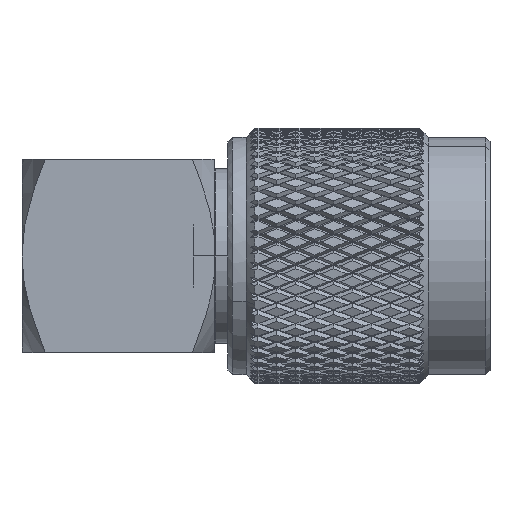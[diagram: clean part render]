
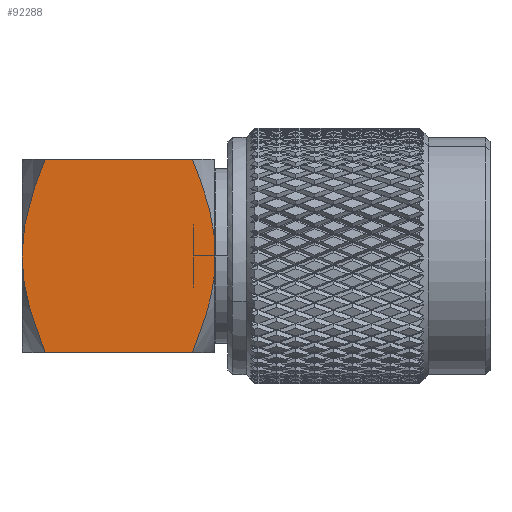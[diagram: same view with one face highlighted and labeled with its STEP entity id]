
A CAD part, left-side view. The second image highlights one B-rep face of the part: STEP entity #92288.
In plain terms, the highlighted face is planar.
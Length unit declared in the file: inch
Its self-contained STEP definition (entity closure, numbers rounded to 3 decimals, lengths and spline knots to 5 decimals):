
#639 = AXIS2_PLACEMENT_3D ( 'NONE', #71933, #107264, #98860 ) ;
#1185 = CARTESIAN_POINT ( 'NONE',  ( -0.21654, 0.21654, 0.03757 ) ) ;
#1396 = FACE_OUTER_BOUND ( 'NONE', #64359, .T. ) ;
#3453 = CARTESIAN_POINT ( 'NONE',  ( 0.20426, 0.21654, 0.10142 ) ) ;
#3898 = CARTESIAN_POINT ( 'NONE',  ( 0.20418, 0.21654, -0.10169 ) ) ;
#4082 = B_SPLINE_CURVE_WITH_KNOTS ( 'NONE', 3,
 ( #99337, #100456, #3898, #64010, #62885, #38011 ),
 .UNSPECIFIED., .F., .F.,
 ( 4, 2, 4 ),
 ( 0.02102, 0.02331, 0.02561 ),
 .UNSPECIFIED. ) ;
#4379 = CARTESIAN_POINT ( 'NONE',  ( 0.16475, 0.21654, 0.21654 ) ) ;
#4476 = EDGE_CURVE ( 'NONE', #41812, #112436, #87211, .T. ) ;
#4514 = CARTESIAN_POINT ( 'NONE',  ( -0.16475, 0.21654, 0.21654 ) ) ;
#6892 = ORIENTED_EDGE ( 'NONE', *, *, #7533, .T. ) ;
#7533 = EDGE_CURVE ( 'NONE', #82539, #24256, #20942, .T. ) ;
#9146 = VECTOR ( 'NONE', #54482, 39.37008 ) ;
#9805 = CARTESIAN_POINT ( 'NONE',  ( -0.21654, 0.21654, -0.01862 ) ) ;
#10369 = CARTESIAN_POINT ( 'NONE',  ( -0.21654, 0.21654, 0. ) ) ;
#11035 = CARTESIAN_POINT ( 'NONE',  ( -0.17182, 0.21654, 0.19923 ) ) ;
#11583 = CARTESIAN_POINT ( 'NONE',  ( 0.16475, 0.21654, 0.21654 ) ) ;
#14905 = ORIENTED_EDGE ( 'NONE', *, *, #91574, .F. ) ;
#18046 = LINE ( 'NONE', #53280, #95116 ) ;
#19668 = CARTESIAN_POINT ( 'NONE',  ( 0.176, 0.21654, 0.18831 ) ) ;
#20942 = LINE ( 'NONE', #71303, #9146 ) ;
#22425 = ORIENTED_EDGE ( 'NONE', *, *, #4476, .F. ) ;
#24256 = VERTEX_POINT ( 'NONE', #69193 ) ;
#25384 = EDGE_CURVE ( 'NONE', #83293, #82539, #57557, .T. ) ;
#28233 = CARTESIAN_POINT ( 'NONE',  ( -0.16475, 0.21654, -0.21654 ) ) ;
#28312 = CARTESIAN_POINT ( 'NONE',  ( 0.18636, 0.21654, 0.15964 ) ) ;
#31711 = CARTESIAN_POINT ( 'NONE',  ( -0.16475, 0.21654, -0.21654 ) ) ;
#33703 = ORIENTED_EDGE ( 'NONE', *, *, #105096, .F. ) ;
#35191 = CARTESIAN_POINT ( 'NONE',  ( -0.17886, 0.21654, -0.18197 ) ) ;
#35206 = EDGE_CURVE ( 'NONE', #24256, #80640, #4082, .T. ) ;
#36330 = CARTESIAN_POINT ( 'NONE',  ( -0.19171, 0.21654, -0.14663 ) ) ;
#37560 = CARTESIAN_POINT ( 'NONE',  ( 0.21421, 0.21654, 0.04197 ) ) ;
#38011 = CARTESIAN_POINT ( 'NONE',  ( 0.16475, 0.21654, -0.21654 ) ) ;
#39522 = VERTEX_POINT ( 'NONE', #31711 ) ;
#41812 = VERTEX_POINT ( 'NONE', #4514 ) ;
#42279 = CARTESIAN_POINT ( 'NONE',  ( 0.21421, 0.21654, 0.04197 ) ) ;
#44629 = DIRECTION ( 'NONE',  ( -1., 0., 0. ) ) ;
#45596 = CARTESIAN_POINT ( 'NONE',  ( -0.20589, 0.21654, -0.09263 ) ) ;
#46809 = CARTESIAN_POINT ( 'NONE',  ( 0.21091, 0.21654, 0.07196 ) ) ;
#53280 = CARTESIAN_POINT ( 'NONE',  ( -0.21654, 0.21654, 0.21654 ) ) ;
#54085 = DIRECTION ( 'NONE',  ( -1., 0., 0. ) ) ;
#54482 = DIRECTION ( 'NONE',  ( 0., 0., -1. ) ) ;
#57015 = ORIENTED_EDGE ( 'NONE', *, *, #72369, .T. ) ;
#57557 = B_SPLINE_CURVE_WITH_KNOTS ( 'NONE', 3,
 ( #11583, #98899, #19668, #28312, #80386, #3453, #46809, #37560 ),
 .UNSPECIFIED., .F., .F.,
 ( 4, 2, 2, 4 ),
 ( 0.01429, 0.01544, 0.0166, 0.0189 ),
 .UNSPECIFIED. ) ;
#59449 = ORIENTED_EDGE ( 'NONE', *, *, #35206, .T. ) ;
#62447 = CARTESIAN_POINT ( 'NONE',  ( -0.17854, 0.21654, 0.18175 ) ) ;
#62885 = CARTESIAN_POINT ( 'NONE',  ( 0.17623, 0.21654, -0.18843 ) ) ;
#64010 = CARTESIAN_POINT ( 'NONE',  ( 0.18684, 0.21654, -0.1598 ) ) ;
#64359 = EDGE_LOOP ( 'NONE', ( #78387, #6892, #59449, #57015, #14905, #22425, #33703 ) ) ;
#69193 = CARTESIAN_POINT ( 'NONE',  ( 0.21421, 0.21654, -0.04197 ) ) ;
#69746 = CARTESIAN_POINT ( 'NONE',  ( -0.21654, 0.21654, -0.21654 ) ) ;
#70587 = CARTESIAN_POINT ( 'NONE',  ( -0.21654, 0.21654, 0. ) ) ;
#71303 = CARTESIAN_POINT ( 'NONE',  ( 0.21421, 0.21654, 0.21654 ) ) ;
#71933 = CARTESIAN_POINT ( 'NONE',  ( -0.21654, 0.21654, 0.21654 ) ) ;
#72203 = CARTESIAN_POINT ( 'NONE',  ( -0.20976, 0.21654, -0.07444 ) ) ;
#72369 = EDGE_CURVE ( 'NONE', #80640, #39522, #98089, .T. ) ;
#78387 = ORIENTED_EDGE ( 'NONE', *, *, #25384, .T. ) ;
#80386 = CARTESIAN_POINT ( 'NONE',  ( 0.19123, 0.21654, 0.14512 ) ) ;
#80408 = CARTESIAN_POINT ( 'NONE',  ( -0.19091, 0.21654, 0.14626 ) ) ;
#80640 = VERTEX_POINT ( 'NONE', #90922 ) ;
#82539 = VERTEX_POINT ( 'NONE', #42279 ) ;
#83293 = VERTEX_POINT ( 'NONE', #4379 ) ;
#87211 = B_SPLINE_CURVE_WITH_KNOTS ( 'NONE', 3,
 ( #105902, #11035, #62447, #80408, #107639, #108205, #1185, #70587 ),
 .UNSPECIFIED., .F., .F.,
 ( 4, 2, 2, 4 ),
 ( 0.01429, 0.01571, 0.01713, 0.01997 ),
 .UNSPECIFIED. ) ;
#89256 = PLANE ( 'NONE',  #639 ) ;
#89989 = VECTOR ( 'NONE', #54085, 39.37008 ) ;
#90922 = CARTESIAN_POINT ( 'NONE',  ( 0.16475, 0.21654, -0.21654 ) ) ;
#91574 = EDGE_CURVE ( 'NONE', #112436, #39522, #99059, .T. ) ;
#92288 = ADVANCED_FACE ( 'NONE', ( #1396 ), #89256, .F. ) ;
#95116 = VECTOR ( 'NONE', #44629, 39.37008 ) ;
#98089 = LINE ( 'NONE', #69746, #89989 ) ;
#98860 = DIRECTION ( 'NONE',  ( 0., 0., -1. ) ) ;
#98899 = CARTESIAN_POINT ( 'NONE',  ( 0.17049, 0.21654, 0.20248 ) ) ;
#99059 = B_SPLINE_CURVE_WITH_KNOTS ( 'NONE', 3,
 ( #10369, #9805, #114527, #72203, #45596, #36330, #35191, #28233 ),
 .UNSPECIFIED., .F., .F.,
 ( 4, 2, 2, 4 ),
 ( 0.01997, 0.02138, 0.02279, 0.02561 ),
 .UNSPECIFIED. ) ;
#99337 = CARTESIAN_POINT ( 'NONE',  ( 0.21421, 0.21654, -0.04197 ) ) ;
#100456 = CARTESIAN_POINT ( 'NONE',  ( 0.21089, 0.21654, -0.07221 ) ) ;
#105096 = EDGE_CURVE ( 'NONE', #83293, #41812, #18046, .T. ) ;
#105902 = CARTESIAN_POINT ( 'NONE',  ( -0.16475, 0.21654, 0.21654 ) ) ;
#106322 = CARTESIAN_POINT ( 'NONE',  ( -0.21654, 0.21654, 0. ) ) ;
#107264 = DIRECTION ( 'NONE',  ( 0., -1., 0. ) ) ;
#107639 = CARTESIAN_POINT ( 'NONE',  ( -0.19653, 0.21654, 0.12832 ) ) ;
#108205 = CARTESIAN_POINT ( 'NONE',  ( -0.21071, 0.21654, 0.07422 ) ) ;
#112436 = VERTEX_POINT ( 'NONE', #106322 ) ;
#114527 = CARTESIAN_POINT ( 'NONE',  ( -0.21509, 0.21654, -0.03752 ) ) ;
